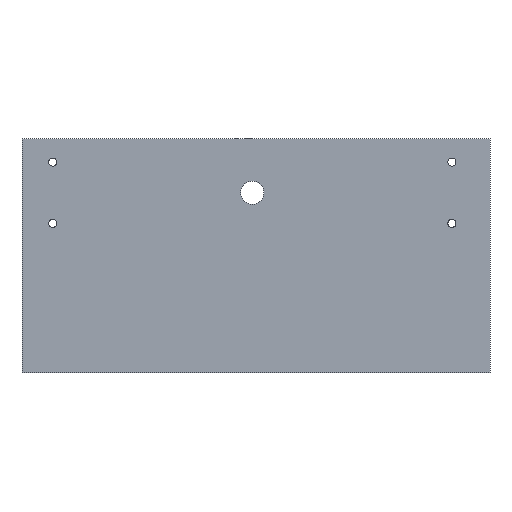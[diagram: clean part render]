
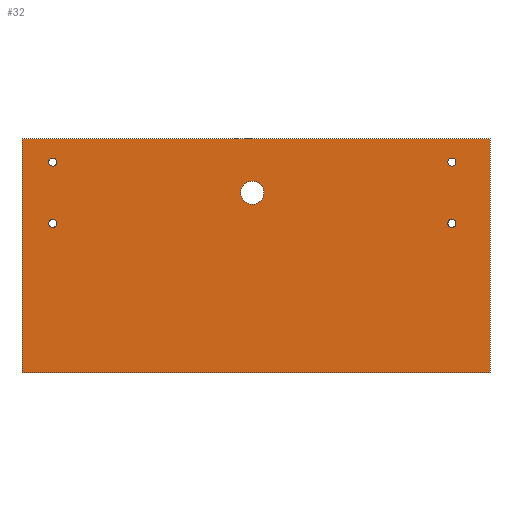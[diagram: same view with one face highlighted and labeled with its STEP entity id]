
A CAD part, front view. The second image highlights one B-rep face of the part: STEP entity #32.
In plain terms, the highlighted planar face has unit normal (0, -1, 0).
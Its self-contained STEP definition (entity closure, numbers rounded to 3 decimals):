
#4 = CARTESIAN_POINT ( 'NONE',  ( 609.6, 0., -304.8 ) ) ;
#7 = VERTEX_POINT ( 'NONE', #4 ) ;
#8 = DIRECTION ( 'NONE',  ( 0., -1., 0. ) ) ;
#32 = ADVANCED_FACE ( 'NONE', ( #444, #436, #434, #431, #442, #440 ), #61, .T. ) ;
#61 = PLANE ( 'NONE',  #87 ) ;
#63 = CARTESIAN_POINT ( 'NONE',  ( 0., 0., -304.8 ) ) ;
#73 = AXIS2_PLACEMENT_3D ( 'NONE', #262, #264, #263 ) ;
#83 = AXIS2_PLACEMENT_3D ( 'NONE', #167, #155, #154 ) ;
#87 = AXIS2_PLACEMENT_3D ( 'NONE', #63, #8, #268 ) ;
#92 = AXIS2_PLACEMENT_3D ( 'NONE', #192, #185, #184 ) ;
#97 = AXIS2_PLACEMENT_3D ( 'NONE', #178, #168, #169 ) ;
#98 = AXIS2_PLACEMENT_3D ( 'NONE', #176, #164, #165 ) ;
#100 = AXIS2_PLACEMENT_3D ( 'NONE', #183, #189, #190 ) ;
#102 = AXIS2_PLACEMENT_3D ( 'NONE', #131, #128, #242 ) ;
#105 = AXIS2_PLACEMENT_3D ( 'NONE', #258, #255, #254 ) ;
#113 = EDGE_CURVE ( 'NONE', #299, #272, #425, .T. ) ;
#114 = EDGE_CURVE ( 'NONE', #289, #276, #423, .T. ) ;
#116 = EDGE_CURVE ( 'NONE', #295, #298, #420, .T. ) ;
#117 = EDGE_CURVE ( 'NONE', #297, #275, #421, .T. ) ;
#118 = EDGE_CURVE ( 'NONE', #288, #278, #419, .T. ) ;
#120 = EDGE_CURVE ( 'NONE', #272, #299, #417, .T. ) ;
#128 = DIRECTION ( 'NONE',  ( 0., 1., 0. ) ) ;
#131 = CARTESIAN_POINT ( 'NONE',  ( 300., 0., -70. ) ) ;
#149 = CARTESIAN_POINT ( 'NONE',  ( 0., 0., -304.8 ) ) ;
#151 = DIRECTION ( 'NONE',  ( -1., 0., 0. ) ) ;
#154 = DIRECTION ( 'NONE',  ( 0., 0., 1. ) ) ;
#155 = DIRECTION ( 'NONE',  ( 0., 1., 0. ) ) ;
#164 = DIRECTION ( 'NONE',  ( 0., 1., 0. ) ) ;
#165 = DIRECTION ( 'NONE',  ( 0., 0., 1. ) ) ;
#167 = CARTESIAN_POINT ( 'NONE',  ( 560., 0., -110. ) ) ;
#168 = DIRECTION ( 'NONE',  ( 0., 1., 0. ) ) ;
#169 = DIRECTION ( 'NONE',  ( 0., 0., 1. ) ) ;
#175 = DIRECTION ( 'NONE',  ( 1., 0., 0. ) ) ;
#176 = CARTESIAN_POINT ( 'NONE',  ( 560., 0., -30. ) ) ;
#178 = CARTESIAN_POINT ( 'NONE',  ( 40., 0., -110. ) ) ;
#183 = CARTESIAN_POINT ( 'NONE',  ( 40., 0., -30. ) ) ;
#184 = DIRECTION ( 'NONE',  ( 0., 0., 1. ) ) ;
#185 = DIRECTION ( 'NONE',  ( 0., 1., 0. ) ) ;
#189 = DIRECTION ( 'NONE',  ( 0., 1., 0. ) ) ;
#190 = DIRECTION ( 'NONE',  ( 0., 0., 1. ) ) ;
#191 = CARTESIAN_POINT ( 'NONE',  ( 560., 0., -104.75 ) ) ;
#192 = CARTESIAN_POINT ( 'NONE',  ( 560., 0., -110. ) ) ;
#201 = CARTESIAN_POINT ( 'NONE',  ( 560., 0., -115.25 ) ) ;
#203 = CARTESIAN_POINT ( 'NONE',  ( 0., 0., -304.8 ) ) ;
#204 = CARTESIAN_POINT ( 'NONE',  ( 560., 0., -35.25 ) ) ;
#205 = CARTESIAN_POINT ( 'NONE',  ( 560., 0., -24.75 ) ) ;
#208 = CARTESIAN_POINT ( 'NONE',  ( 40., 0., -104.75 ) ) ;
#223 = CARTESIAN_POINT ( 'NONE',  ( 0., 0., 0. ) ) ;
#227 = DIRECTION ( 'NONE',  ( 0., 0., -1. ) ) ;
#233 = CARTESIAN_POINT ( 'NONE',  ( 609.6, 0., 0. ) ) ;
#235 = CARTESIAN_POINT ( 'NONE',  ( 609.6, 0., 0. ) ) ;
#237 = CARTESIAN_POINT ( 'NONE',  ( 300., 0., -55. ) ) ;
#240 = CARTESIAN_POINT ( 'NONE',  ( 40., 0., -115.25 ) ) ;
#241 = CARTESIAN_POINT ( 'NONE',  ( 0., 0., 0. ) ) ;
#242 = DIRECTION ( 'NONE',  ( 0., 0., 1. ) ) ;
#244 = CARTESIAN_POINT ( 'NONE',  ( 40., 0., -24.75 ) ) ;
#249 = DIRECTION ( 'NONE',  ( 0., 0., 1. ) ) ;
#250 = CARTESIAN_POINT ( 'NONE',  ( 300., 0., -85. ) ) ;
#251 = CARTESIAN_POINT ( 'NONE',  ( 0., 0., 0. ) ) ;
#252 = DIRECTION ( 'NONE',  ( 0., 1., 0. ) ) ;
#253 = CARTESIAN_POINT ( 'NONE',  ( 300., 0., -70. ) ) ;
#254 = DIRECTION ( 'NONE',  ( 0., 0., 1. ) ) ;
#255 = DIRECTION ( 'NONE',  ( 0., 1., 0. ) ) ;
#256 = CARTESIAN_POINT ( 'NONE',  ( 40., 0., -110. ) ) ;
#257 = DIRECTION ( 'NONE',  ( 0., 1., 0. ) ) ;
#258 = CARTESIAN_POINT ( 'NONE',  ( 40., 0., -30. ) ) ;
#259 = DIRECTION ( 'NONE',  ( 0., 0., 1. ) ) ;
#261 = DIRECTION ( 'NONE',  ( 0., 0., 1. ) ) ;
#262 = CARTESIAN_POINT ( 'NONE',  ( 560., 0., -30. ) ) ;
#263 = DIRECTION ( 'NONE',  ( 0., 0., 1. ) ) ;
#264 = DIRECTION ( 'NONE',  ( 0., 1., 0. ) ) ;
#265 = CARTESIAN_POINT ( 'NONE',  ( 40., 0., -35.25 ) ) ;
#268 = DIRECTION ( 'NONE',  ( 0., 0., -1. ) ) ;
#272 = VERTEX_POINT ( 'NONE', #250 ) ;
#275 = VERTEX_POINT ( 'NONE', #241 ) ;
#276 = VERTEX_POINT ( 'NONE', #240 ) ;
#278 = VERTEX_POINT ( 'NONE', #265 ) ;
#286 = VERTEX_POINT ( 'NONE', #191 ) ;
#288 = VERTEX_POINT ( 'NONE', #244 ) ;
#289 = VERTEX_POINT ( 'NONE', #208 ) ;
#291 = VERTEX_POINT ( 'NONE', #201 ) ;
#295 = VERTEX_POINT ( 'NONE', #205 ) ;
#297 = VERTEX_POINT ( 'NONE', #203 ) ;
#298 = VERTEX_POINT ( 'NONE', #204 ) ;
#299 = VERTEX_POINT ( 'NONE', #237 ) ;
#305 = VERTEX_POINT ( 'NONE', #235 ) ;
#315 = EDGE_LOOP ( 'NONE', ( #498, #494 ) ) ;
#316 = EDGE_LOOP ( 'NONE', ( #483, #468 ) ) ;
#318 = EDGE_LOOP ( 'NONE', ( #476, #560, #466, #513 ) ) ;
#320 = EDGE_LOOP ( 'NONE', ( #522, #520 ) ) ;
#326 = EDGE_LOOP ( 'NONE', ( #490, #484 ) ) ;
#329 = EDGE_LOOP ( 'NONE', ( #530, #541 ) ) ;
#373 = VECTOR ( 'NONE', #151, 1000. ) ;
#374 = LINE ( 'NONE', #149, #373 ) ;
#378 = CIRCLE ( 'NONE', #83, 5.25 ) ;
#381 = CIRCLE ( 'NONE', #98, 5.25 ) ;
#384 = CIRCLE ( 'NONE', #97, 5.25 ) ;
#392 = CIRCLE ( 'NONE', #100, 5.25 ) ;
#394 = CIRCLE ( 'NONE', #92, 5.25 ) ;
#405 = LINE ( 'NONE', #223, #422 ) ;
#415 = LINE ( 'NONE', #233, #418 ) ;
#417 = CIRCLE ( 'NONE', #102, 15. ) ;
#418 = VECTOR ( 'NONE', #227, 1000. ) ;
#419 = CIRCLE ( 'NONE', #105, 5.25 ) ;
#420 = CIRCLE ( 'NONE', #73, 5.25 ) ;
#421 = LINE ( 'NONE', #251, #426 ) ;
#422 = VECTOR ( 'NONE', #175, 1000. ) ;
#423 = CIRCLE ( 'NONE', #594, 5.25 ) ;
#425 = CIRCLE ( 'NONE', #590, 15. ) ;
#426 = VECTOR ( 'NONE', #261, 1000. ) ;
#431 = FACE_BOUND ( 'NONE', #329, .T. ) ;
#434 = FACE_BOUND ( 'NONE', #316, .T. ) ;
#436 = FACE_BOUND ( 'NONE', #326, .T. ) ;
#440 = FACE_OUTER_BOUND ( 'NONE', #318, .T. ) ;
#442 = FACE_BOUND ( 'NONE', #320, .T. ) ;
#444 = FACE_BOUND ( 'NONE', #315, .T. ) ;
#466 = ORIENTED_EDGE ( 'NONE', *, *, #564, .F. ) ;
#468 = ORIENTED_EDGE ( 'NONE', *, *, #595, .T. ) ;
#476 = ORIENTED_EDGE ( 'NONE', *, *, #117, .F. ) ;
#483 = ORIENTED_EDGE ( 'NONE', *, *, #116, .T. ) ;
#484 = ORIENTED_EDGE ( 'NONE', *, *, #580, .T. ) ;
#490 = ORIENTED_EDGE ( 'NONE', *, *, #118, .T. ) ;
#494 = ORIENTED_EDGE ( 'NONE', *, *, #588, .T. ) ;
#498 = ORIENTED_EDGE ( 'NONE', *, *, #114, .T. ) ;
#513 = ORIENTED_EDGE ( 'NONE', *, *, #574, .F. ) ;
#520 = ORIENTED_EDGE ( 'NONE', *, *, #120, .T. ) ;
#522 = ORIENTED_EDGE ( 'NONE', *, *, #113, .T. ) ;
#530 = ORIENTED_EDGE ( 'NONE', *, *, #597, .T. ) ;
#541 = ORIENTED_EDGE ( 'NONE', *, *, #579, .T. ) ;
#560 = ORIENTED_EDGE ( 'NONE', *, *, #601, .F. ) ;
#564 = EDGE_CURVE ( 'NONE', #305, #7, #415, .T. ) ;
#574 = EDGE_CURVE ( 'NONE', #275, #305, #405, .T. ) ;
#579 = EDGE_CURVE ( 'NONE', #291, #286, #394, .T. ) ;
#580 = EDGE_CURVE ( 'NONE', #278, #288, #392, .T. ) ;
#588 = EDGE_CURVE ( 'NONE', #276, #289, #384, .T. ) ;
#590 = AXIS2_PLACEMENT_3D ( 'NONE', #253, #257, #259 ) ;
#594 = AXIS2_PLACEMENT_3D ( 'NONE', #256, #252, #249 ) ;
#595 = EDGE_CURVE ( 'NONE', #298, #295, #381, .T. ) ;
#597 = EDGE_CURVE ( 'NONE', #286, #291, #378, .T. ) ;
#601 = EDGE_CURVE ( 'NONE', #7, #297, #374, .T. ) ;
